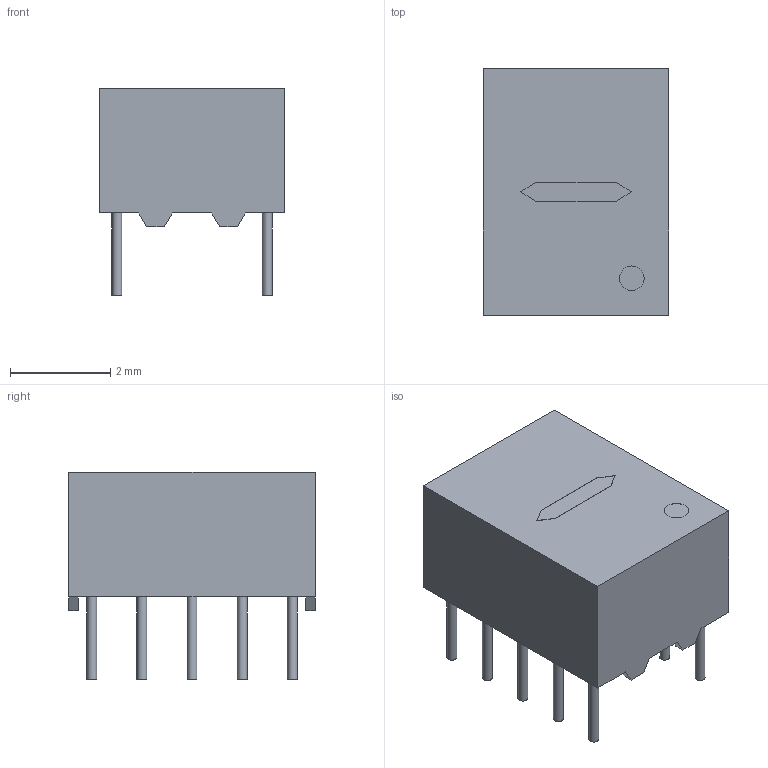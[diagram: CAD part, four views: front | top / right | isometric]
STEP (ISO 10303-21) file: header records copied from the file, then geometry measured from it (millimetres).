
FILE_DESCRIPTION(/* description */ (''),/* implementation_level */ '2;1');
FILE_NAME(/* name */ 'TDSR10x0 LED v8.step',/* time_stamp */ '2017-06-11T09:03:25-07:00',/* author */ (''),/* organization */ (''),/* preprocessor_version */ 'ST-DEVELOPER v16.13',/* originating_system */ 'Autodesk Translation Framework v6.1.1.50',/* authorisation */ '');
FILE_SCHEMA (('AUTOMOTIVE_DESIGN { 1 0 10303 214 3 1 1 }'));
Length unit declared in the file: millimetre
Products named in the file (12): TDSR10x0 LED v8; Component1; Component2; Component3; Component4; Component5; Component6; Component7; Component8; Component9; Component10; Component11
Assembly tree (11 placements, depth 2):
  TDSR10x0 LED v8
    Component1
    Component2
    Component3
    Component4
    Component5
    Component6
    Component7
    Component8
    Component9
    Component10
    Component11
Bounding box: 3.7 x 4.92 x 4.14 mm (x, y, z)
Volume: 45.8 mm3; surface area: 91.4 mm2
Topology: 11 solids, 11 shells, 69 faces, 135 edges, 90 vertices
Faces by surface type: plane 58, cylinder 11
Full cylindrical faces by diameter (mm): 0.197 x10, 0.492 x1
Entity records: 1970 total; most frequent: DIRECTION 330, CARTESIAN_POINT 306, ORIENTED_EDGE 248, EDGE_CURVE 124, AXIS2_PLACEMENT_3D 114, LINE 102, VECTOR 102, VERTEX_POINT 90
